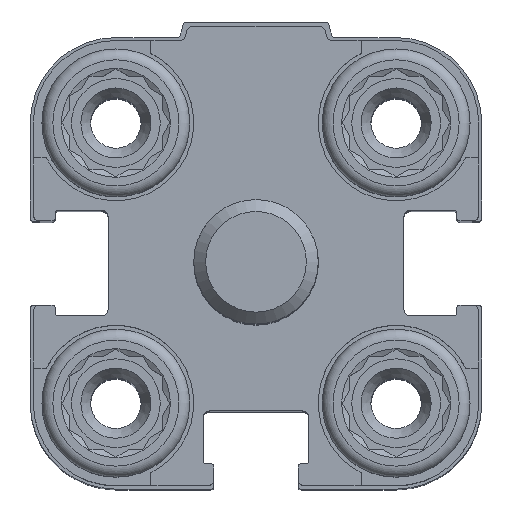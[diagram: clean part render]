
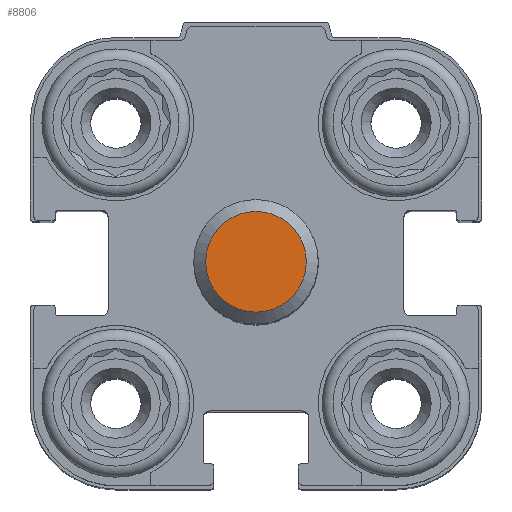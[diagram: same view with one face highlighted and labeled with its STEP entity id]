
A CAD part, top view. The second image highlights one B-rep face of the part: STEP entity #8806.
In plain terms, the highlighted face is planar.
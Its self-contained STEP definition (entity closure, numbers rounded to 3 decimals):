
#1922=PLANE('',#9600);
#4668=ORIENTED_EDGE('',*,*,#5926,.F.);
#5926=EDGE_CURVE('',#6791,#6791,#7070,.T.);
#6791=VERTEX_POINT('',#15049);
#7070=CIRCLE('',#9601,3.233);
#7665=EDGE_LOOP('',(#4668));
#8279=FACE_BOUND('',#7665,.T.);
#8806=ADVANCED_FACE('',(#8279),#1922,.F.);
#9600=AXIS2_PLACEMENT_3D('',#15047,#11867,#11868);
#9601=AXIS2_PLACEMENT_3D('',#15048,#11869,#11870);
#11867=DIRECTION('',(1.,0.,0.));
#11868=DIRECTION('',(0.,0.,-1.));
#11869=DIRECTION('',(1.,0.,0.));
#11870=DIRECTION('',(0.,0.,-1.));
#15047=CARTESIAN_POINT('',(-24.5,0.,0.));
#15048=CARTESIAN_POINT('',(-24.5,0.,0.));
#15049=CARTESIAN_POINT('',(-24.5,0.,-3.233));
